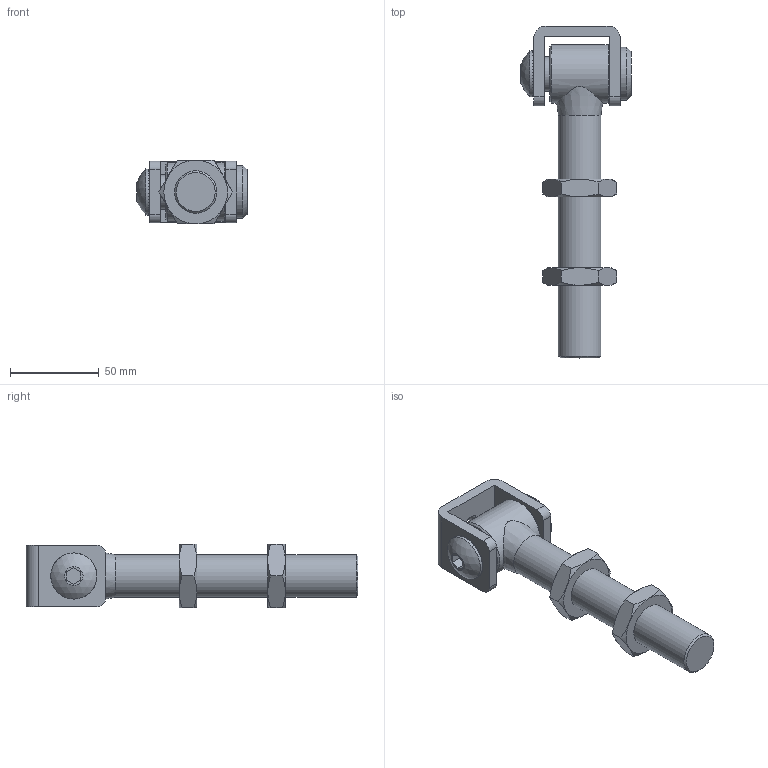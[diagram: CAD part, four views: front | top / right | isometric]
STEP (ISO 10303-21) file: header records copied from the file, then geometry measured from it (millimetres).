
FILE_DESCRIPTION((''),'2;1');
FILE_NAME('130-M24.stp','2012-11-28T08:23:45',('amenegon'),(''),'Autodesk Inventor 2012','Autodesk Inventor 2012','');
FILE_SCHEMA(('AUTOMOTIVE_DESIGN { 1 0 10303 214 1 1 1 1 }'));
Length unit declared in the file: millimetre
Products named in the file (6): 130-M24; 28305004; 27503111; 22501202; 21501003; 71200516
Assembly tree (6 placements, depth 2):
  130-M24
    28305004
    27503111
    22501202
    21501003
    71200516  x2
Bounding box: 62.18 x 187.5 x 36.01 mm (x, y, z)
Volume: 141541.3 mm3; surface area: 42615.2 mm2
Topology: 6 solids, 6 shells, 385 faces, 1028 edges, 661 vertices
Faces by surface type: plane 252, cylinder 72, cone 29, torus 19, sphere 13
Full cylindrical faces by diameter (mm): 8.376 x1, 10 x2, 12 x1, 19.5 x1, 19.85 x1, 20 x1, 20.752 x6, 24 x1, 26 x1, 30 x1, 33 x1
Entity records: 11102 total; most frequent: CARTESIAN_POINT 2001, DIRECTION 1897, ORIENTED_EDGE 1810, EDGE_CURVE 905, AXIS2_PLACEMENT_3D 634, VECTOR 629, LINE 629, VERTEX_POINT 600
